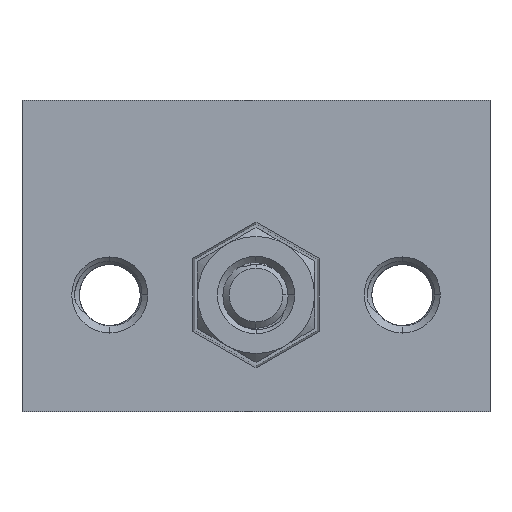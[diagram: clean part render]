
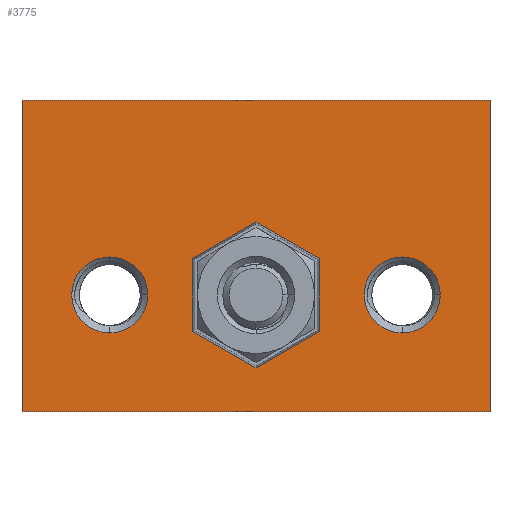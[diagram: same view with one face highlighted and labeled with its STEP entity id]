
A CAD part, left-side view. The second image highlights one B-rep face of the part: STEP entity #3775.
In plain terms, the highlighted planar face has unit normal (-1, 0, 0).
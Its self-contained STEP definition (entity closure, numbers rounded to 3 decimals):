
#73 = DIRECTION ( 'NONE',  ( 0., -1., 0. ) ) ;
#78 = EDGE_CURVE ( 'NONE', #818, #10724, #13216, .T. ) ;
#175 = CARTESIAN_POINT ( 'NONE',  ( -14., 20., 16.663 ) ) ;
#604 = LINE ( 'NONE', #8591, #4339 ) ;
#642 = DIRECTION ( 'NONE',  ( 0., -1., 0. ) ) ;
#723 = DIRECTION ( 'NONE',  ( 0., 0.866, -0.5 ) ) ;
#743 = CIRCLE ( 'NONE', #10633, 3.25 ) ;
#818 = VERTEX_POINT ( 'NONE', #4196 ) ;
#925 = FACE_OUTER_BOUND ( 'NONE', #18352, .T. ) ;
#979 = ORIENTED_EDGE ( 'NONE', *, *, #11589, .T. ) ;
#1149 = VECTOR ( 'NONE', #723, 1000. ) ;
#1258 = ORIENTED_EDGE ( 'NONE', *, *, #16117, .F. ) ;
#1520 = DIRECTION ( 'NONE',  ( 0., -0.866, 0.5 ) ) ;
#1743 = EDGE_LOOP ( 'NONE', ( #18764, #20709 ) ) ;
#1929 = DIRECTION ( 'NONE',  ( 0., 1., 0. ) ) ;
#1930 = CARTESIAN_POINT ( 'NONE',  ( -14., -5.39, -3.112 ) ) ;
#2252 = ORIENTED_EDGE ( 'NONE', *, *, #5166, .F. ) ;
#2255 = DIRECTION ( 'NONE',  ( 0., -1., 0. ) ) ;
#2514 = FACE_BOUND ( 'NONE', #19187, .T. ) ;
#3110 = DIRECTION ( 'NONE',  ( 0., 1., 0. ) ) ;
#3775 = ADVANCED_FACE ( 'NONE', ( #2514, #7317, #15500, #925 ), #15287, .T. ) ;
#3850 = DIRECTION ( 'NONE',  ( -1., 0., 0. ) ) ;
#3961 = DIRECTION ( 'NONE',  ( 0., 0.866, 0.5 ) ) ;
#4104 = EDGE_CURVE ( 'NONE', #16141, #14329, #20912, .T. ) ;
#4196 = CARTESIAN_POINT ( 'NONE',  ( -14., 9.25, 0. ) ) ;
#4307 = ORIENTED_EDGE ( 'NONE', *, *, #12768, .T. ) ;
#4339 = VECTOR ( 'NONE', #13498, 1000. ) ;
#4410 = ORIENTED_EDGE ( 'NONE', *, *, #17576, .F. ) ;
#4572 = EDGE_LOOP ( 'NONE', ( #16722, #6140, #12228, #12126, #4410, #7269 ) ) ;
#4809 = VERTEX_POINT ( 'NONE', #4828 ) ;
#4828 = CARTESIAN_POINT ( 'NONE',  ( -14., -20., 16.663 ) ) ;
#4858 = CIRCLE ( 'NONE', #6561, 3.25 ) ;
#5119 = CARTESIAN_POINT ( 'NONE',  ( -14., 5.39, 3.112 ) ) ;
#5156 = LINE ( 'NONE', #8367, #10326 ) ;
#5166 = EDGE_CURVE ( 'NONE', #11555, #9136, #16331, .T. ) ;
#5412 = ORIENTED_EDGE ( 'NONE', *, *, #4104, .T. ) ;
#6140 = ORIENTED_EDGE ( 'NONE', *, *, #19782, .F. ) ;
#6561 = AXIS2_PLACEMENT_3D ( 'NONE', #18111, #10250, #1929 ) ;
#6914 = CARTESIAN_POINT ( 'NONE',  ( -14., 0., 6.223 ) ) ;
#7013 = EDGE_CURVE ( 'NONE', #16870, #16874, #12836, .T. ) ;
#7233 = VECTOR ( 'NONE', #3961, 1000. ) ;
#7269 = ORIENTED_EDGE ( 'NONE', *, *, #8858, .F. ) ;
#7317 = FACE_BOUND ( 'NONE', #4572, .T. ) ;
#7759 = VECTOR ( 'NONE', #17610, 1000. ) ;
#7807 = CARTESIAN_POINT ( 'NONE',  ( -14., -12.5, 0. ) ) ;
#8038 = CARTESIAN_POINT ( 'NONE',  ( -14., 5.39, -3.112 ) ) ;
#8367 = CARTESIAN_POINT ( 'NONE',  ( -14., 5.39, 3.112 ) ) ;
#8441 = CARTESIAN_POINT ( 'NONE',  ( -14., -5.39, 3.112 ) ) ;
#8591 = CARTESIAN_POINT ( 'NONE',  ( -14., 20., 16.663 ) ) ;
#8858 = EDGE_CURVE ( 'NONE', #15554, #16316, #18558, .T. ) ;
#9136 = VERTEX_POINT ( 'NONE', #19190 ) ;
#9277 = EDGE_CURVE ( 'NONE', #10724, #818, #4858, .T. ) ;
#9830 = DIRECTION ( 'NONE',  ( -1., 0., 0. ) ) ;
#9876 = DIRECTION ( 'NONE',  ( 0., 0., -1. ) ) ;
#9937 = DIRECTION ( 'NONE',  ( 0., 0., 1. ) ) ;
#10121 = CARTESIAN_POINT ( 'NONE',  ( -14., -20., -10. ) ) ;
#10250 = DIRECTION ( 'NONE',  ( -1., 0., 0. ) ) ;
#10251 = LINE ( 'NONE', #1930, #18342 ) ;
#10326 = VECTOR ( 'NONE', #9876, 1000. ) ;
#10633 = AXIS2_PLACEMENT_3D ( 'NONE', #7807, #9830, #3110 ) ;
#10724 = VERTEX_POINT ( 'NONE', #15632 ) ;
#11209 = CARTESIAN_POINT ( 'NONE',  ( -14., 20., -10. ) ) ;
#11214 = LINE ( 'NONE', #12820, #17340 ) ;
#11555 = VERTEX_POINT ( 'NONE', #16896 ) ;
#11589 = EDGE_CURVE ( 'NONE', #14037, #16141, #604, .T. ) ;
#12126 = ORIENTED_EDGE ( 'NONE', *, *, #14706, .F. ) ;
#12228 = ORIENTED_EDGE ( 'NONE', *, *, #7013, .F. ) ;
#12768 = EDGE_CURVE ( 'NONE', #14329, #4809, #14107, .T. ) ;
#12820 = CARTESIAN_POINT ( 'NONE',  ( -14., 0., -6.223 ) ) ;
#12836 = LINE ( 'NONE', #8038, #13483 ) ;
#13156 = AXIS2_PLACEMENT_3D ( 'NONE', #17517, #14213, #15602 ) ;
#13182 = LINE ( 'NONE', #175, #18913 ) ;
#13202 = AXIS2_PLACEMENT_3D ( 'NONE', #13556, #3850, #2255 ) ;
#13216 = CIRCLE ( 'NONE', #13202, 3.25 ) ;
#13435 = DIRECTION ( 'NONE',  ( -1., 0., 0. ) ) ;
#13483 = VECTOR ( 'NONE', #16010, 1000. ) ;
#13498 = DIRECTION ( 'NONE',  ( 0., 0., -1. ) ) ;
#13556 = CARTESIAN_POINT ( 'NONE',  ( -14., 12.5, 0. ) ) ;
#14037 = VERTEX_POINT ( 'NONE', #18225 ) ;
#14057 = VECTOR ( 'NONE', #15391, 1000. ) ;
#14107 = LINE ( 'NONE', #17209, #14057 ) ;
#14213 = DIRECTION ( 'NONE',  ( -1., 0., 0. ) ) ;
#14278 = AXIS2_PLACEMENT_3D ( 'NONE', #15214, #13435, #642 ) ;
#14329 = VERTEX_POINT ( 'NONE', #10121 ) ;
#14632 = EDGE_CURVE ( 'NONE', #14037, #4809, #13182, .T. ) ;
#14706 = EDGE_CURVE ( 'NONE', #18058, #16870, #5156, .T. ) ;
#15035 = CARTESIAN_POINT ( 'NONE',  ( -14., 5.39, -3.112 ) ) ;
#15038 = CARTESIAN_POINT ( 'NONE',  ( -14., -5.39, -3.112 ) ) ;
#15214 = CARTESIAN_POINT ( 'NONE',  ( -14., -12.5, 0. ) ) ;
#15287 = PLANE ( 'NONE',  #13156 ) ;
#15303 = LINE ( 'NONE', #6914, #1149 ) ;
#15391 = DIRECTION ( 'NONE',  ( 0., 0., 1. ) ) ;
#15485 = ORIENTED_EDGE ( 'NONE', *, *, #14632, .F. ) ;
#15500 = FACE_BOUND ( 'NONE', #1743, .T. ) ;
#15554 = VERTEX_POINT ( 'NONE', #20429 ) ;
#15602 = DIRECTION ( 'NONE',  ( 0., 0., 1. ) ) ;
#15632 = CARTESIAN_POINT ( 'NONE',  ( -14., 15.75, 0. ) ) ;
#16010 = DIRECTION ( 'NONE',  ( 0., -0.866, -0.5 ) ) ;
#16117 = EDGE_CURVE ( 'NONE', #9136, #11555, #743, .T. ) ;
#16141 = VERTEX_POINT ( 'NONE', #11209 ) ;
#16316 = VERTEX_POINT ( 'NONE', #20128 ) ;
#16331 = CIRCLE ( 'NONE', #14278, 3.25 ) ;
#16722 = ORIENTED_EDGE ( 'NONE', *, *, #18041, .F. ) ;
#16870 = VERTEX_POINT ( 'NONE', #15035 ) ;
#16874 = VERTEX_POINT ( 'NONE', #19943 ) ;
#16896 = CARTESIAN_POINT ( 'NONE',  ( -14., -15.75, 0. ) ) ;
#17209 = CARTESIAN_POINT ( 'NONE',  ( -14., -20., -10. ) ) ;
#17340 = VECTOR ( 'NONE', #1520, 1000. ) ;
#17500 = CARTESIAN_POINT ( 'NONE',  ( -14., 20., -10. ) ) ;
#17517 = CARTESIAN_POINT ( 'NONE',  ( -14., -111.05, -20.549 ) ) ;
#17576 = EDGE_CURVE ( 'NONE', #16316, #18058, #15303, .T. ) ;
#17610 = DIRECTION ( 'NONE',  ( 0., -1., 0. ) ) ;
#18041 = EDGE_CURVE ( 'NONE', #19514, #15554, #10251, .T. ) ;
#18058 = VERTEX_POINT ( 'NONE', #5119 ) ;
#18111 = CARTESIAN_POINT ( 'NONE',  ( -14., 12.5, 0. ) ) ;
#18225 = CARTESIAN_POINT ( 'NONE',  ( -14., 20., 16.663 ) ) ;
#18342 = VECTOR ( 'NONE', #9937, 1000. ) ;
#18352 = EDGE_LOOP ( 'NONE', ( #5412, #4307, #15485, #979 ) ) ;
#18558 = LINE ( 'NONE', #8441, #7233 ) ;
#18764 = ORIENTED_EDGE ( 'NONE', *, *, #9277, .F. ) ;
#18913 = VECTOR ( 'NONE', #73, 1000. ) ;
#19187 = EDGE_LOOP ( 'NONE', ( #1258, #2252 ) ) ;
#19190 = CARTESIAN_POINT ( 'NONE',  ( -14., -9.25, 0. ) ) ;
#19514 = VERTEX_POINT ( 'NONE', #15038 ) ;
#19782 = EDGE_CURVE ( 'NONE', #16874, #19514, #11214, .T. ) ;
#19943 = CARTESIAN_POINT ( 'NONE',  ( -14., 0., -6.223 ) ) ;
#20128 = CARTESIAN_POINT ( 'NONE',  ( -14., 0., 6.223 ) ) ;
#20429 = CARTESIAN_POINT ( 'NONE',  ( -14., -5.39, 3.112 ) ) ;
#20709 = ORIENTED_EDGE ( 'NONE', *, *, #78, .F. ) ;
#20912 = LINE ( 'NONE', #17500, #7759 ) ;
